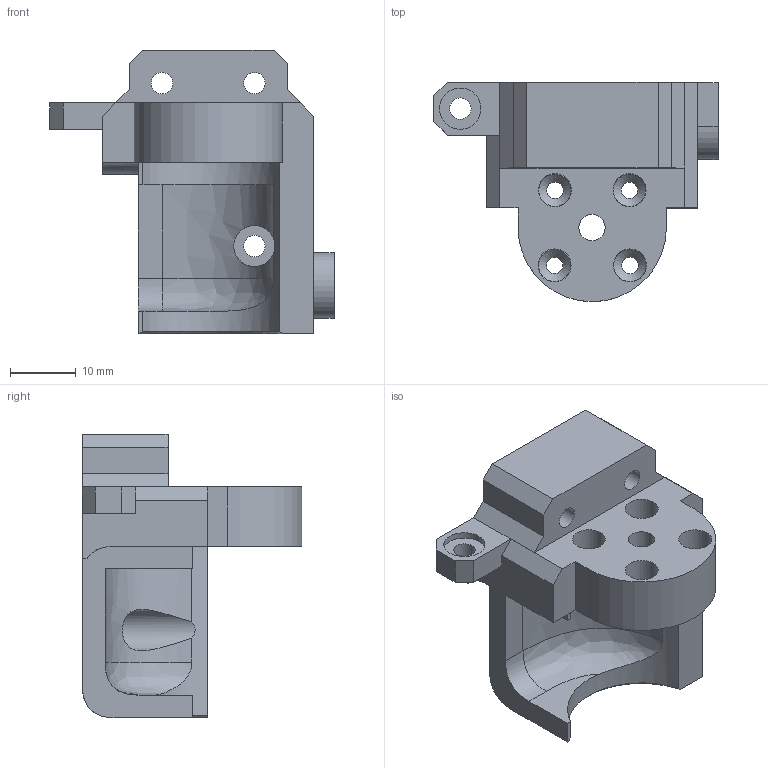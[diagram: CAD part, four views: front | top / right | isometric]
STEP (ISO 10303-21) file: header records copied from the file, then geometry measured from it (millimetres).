
FILE_DESCRIPTION(/* description */ ('STEP AP242','CAx-IF Rec.Pracs.---Representation and Presentation of Product Manufacturing Information (PMI)---4.0---2014-10-13','CAx-IF Rec.Pracs.---3D Tessellated Geometry---0.4---2014-09-14','2;1'),/* implementation_level */ '2;1');
FILE_NAME(/* name */ '636ddef7c4fb84582c104844',/* time_stamp */ '2022-11-11T05:34:48+00:00',/* author */ (''),/* organization */ (''),/* preprocessor_version */ 'ST-DEVELOPER v18.102',/* originating_system */ ' ',/* authorisation */ ' ');
FILE_SCHEMA (('AP242_MANAGED_MODEL_BASED_3D_ENGINEERING_MIM_LF { 1 0 10303 442 1 1 4 }'));
Length unit declared in the file: metre
Products named in the file (1): Rear_Clamp
Bounding box: 43.09 x 33.27 x 43.01 mm (x, y, z)
Volume: 16394.5 mm3; surface area: 7138.3 mm2
Topology: 1 solids, 1 shells, 78 faces, 204 edges, 136 vertices
Faces by surface type: plane 45, cylinder 21, bspline 7, cone 5
Full cylindrical faces by diameter (mm): 2.5 x4, 3.25 x4, 4 x1, 4.7 x1, 5 x4, 6 x2, 6.25 x2
Entity records: 2446 total; most frequent: CARTESIAN_POINT 603, DIRECTION 351, ORIENTED_EDGE 350, EDGE_CURVE 175, VERTEX_POINT 129, EDGE_LOOP 126, FACE_BOUND 126, AXIS2_PLACEMENT_3D 122
